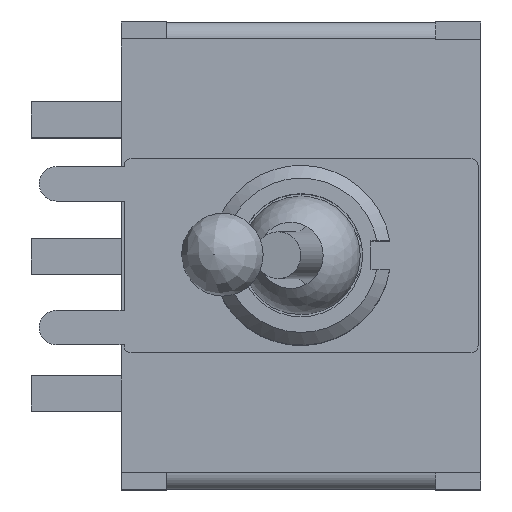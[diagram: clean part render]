
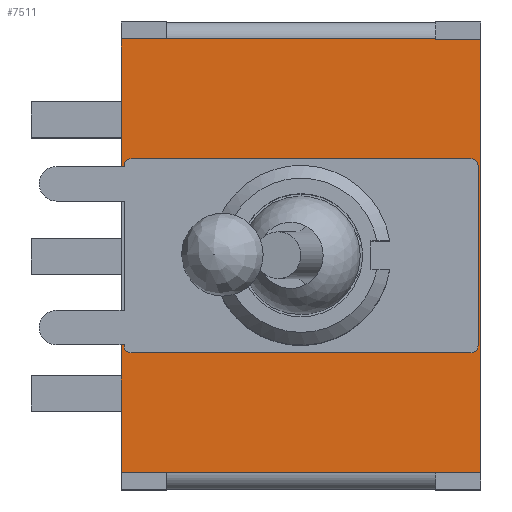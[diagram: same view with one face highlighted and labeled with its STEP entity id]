
A CAD part, top view. The second image highlights one B-rep face of the part: STEP entity #7511.
In plain terms, the highlighted planar face has unit normal (0, 0, 1).
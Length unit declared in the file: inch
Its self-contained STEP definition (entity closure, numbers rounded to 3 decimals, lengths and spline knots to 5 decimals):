
#264=CIRCLE('',#7989,0.00984);
#265=CIRCLE('',#7990,0.00984);
#266=CIRCLE('',#7991,0.00984);
#267=CIRCLE('',#7992,0.00984);
#487=FACE_OUTER_BOUND('',#941,.T.);
#941=EDGE_LOOP('',(#4952,#4953,#4954,#4955,#4956,#4957,#4958,#4959,#4960,
#4961,#4962,#4963,#4964,#4965,#4966,#4967,#4968,#4969,#4970,#4971,#4972,
#4973));
#1422=LINE('',#11058,#2270);
#1423=LINE('',#11060,#2271);
#1424=LINE('',#11064,#2272);
#1425=LINE('',#11068,#2273);
#1426=LINE('',#11072,#2274);
#1427=LINE('',#11076,#2275);
#1428=LINE('',#11078,#2276);
#1429=LINE('',#11080,#2277);
#1430=LINE('',#11082,#2278);
#1431=LINE('',#11084,#2279);
#1432=LINE('',#11086,#2280);
#1433=LINE('',#11088,#2281);
#1434=LINE('',#11090,#2282);
#1435=LINE('',#11092,#2283);
#1436=LINE('',#11094,#2284);
#1437=LINE('',#11096,#2285);
#1438=LINE('',#11098,#2286);
#1439=LINE('',#11099,#2287);
#2270=VECTOR('',#8733,0.3937);
#2271=VECTOR('',#8734,0.3937);
#2272=VECTOR('',#8737,0.3937);
#2273=VECTOR('',#8740,0.3937);
#2274=VECTOR('',#8743,0.3937);
#2275=VECTOR('',#8746,0.3937);
#2276=VECTOR('',#8747,0.3937);
#2277=VECTOR('',#8748,0.3937);
#2278=VECTOR('',#8749,0.3937);
#2279=VECTOR('',#8750,0.3937);
#2280=VECTOR('',#8751,0.3937);
#2281=VECTOR('',#8752,0.3937);
#2282=VECTOR('',#8753,0.3937);
#2283=VECTOR('',#8754,0.3937);
#2284=VECTOR('',#8755,0.3937);
#2285=VECTOR('',#8756,0.3937);
#2286=VECTOR('',#8757,0.3937);
#2287=VECTOR('',#8758,0.3937);
#3118=VERTEX_POINT('',#11056);
#3119=VERTEX_POINT('',#11057);
#3120=VERTEX_POINT('',#11059);
#3121=VERTEX_POINT('',#11061);
#3122=VERTEX_POINT('',#11063);
#3123=VERTEX_POINT('',#11065);
#3124=VERTEX_POINT('',#11067);
#3125=VERTEX_POINT('',#11069);
#3126=VERTEX_POINT('',#11071);
#3127=VERTEX_POINT('',#11073);
#3128=VERTEX_POINT('',#11075);
#3129=VERTEX_POINT('',#11077);
#3130=VERTEX_POINT('',#11079);
#3131=VERTEX_POINT('',#11081);
#3132=VERTEX_POINT('',#11083);
#3133=VERTEX_POINT('',#11085);
#3134=VERTEX_POINT('',#11087);
#3135=VERTEX_POINT('',#11089);
#3136=VERTEX_POINT('',#11091);
#3137=VERTEX_POINT('',#11093);
#3138=VERTEX_POINT('',#11095);
#3139=VERTEX_POINT('',#11097);
#3818=EDGE_CURVE('',#3118,#3119,#1422,.T.);
#3819=EDGE_CURVE('',#3120,#3118,#1423,.T.);
#3820=EDGE_CURVE('',#3121,#3120,#264,.T.);
#3821=EDGE_CURVE('',#3122,#3121,#1424,.T.);
#3822=EDGE_CURVE('',#3123,#3122,#265,.T.);
#3823=EDGE_CURVE('',#3124,#3123,#1425,.T.);
#3824=EDGE_CURVE('',#3125,#3124,#266,.T.);
#3825=EDGE_CURVE('',#3126,#3125,#1426,.T.);
#3826=EDGE_CURVE('',#3127,#3126,#267,.T.);
#3827=EDGE_CURVE('',#3128,#3127,#1427,.T.);
#3828=EDGE_CURVE('',#3129,#3128,#1428,.T.);
#3829=EDGE_CURVE('',#3129,#3130,#1429,.T.);
#3830=EDGE_CURVE('',#3131,#3130,#1430,.T.);
#3831=EDGE_CURVE('',#3131,#3132,#1431,.T.);
#3832=EDGE_CURVE('',#3133,#3132,#1432,.T.);
#3833=EDGE_CURVE('',#3133,#3134,#1433,.T.);
#3834=EDGE_CURVE('',#3134,#3135,#1434,.T.);
#3835=EDGE_CURVE('',#3136,#3135,#1435,.T.);
#3836=EDGE_CURVE('',#3136,#3137,#1436,.T.);
#3837=EDGE_CURVE('',#3137,#3138,#1437,.T.);
#3838=EDGE_CURVE('',#3138,#3139,#1438,.T.);
#3839=EDGE_CURVE('',#3139,#3119,#1439,.T.);
#4952=ORIENTED_EDGE('',*,*,#3818,.F.);
#4953=ORIENTED_EDGE('',*,*,#3819,.F.);
#4954=ORIENTED_EDGE('',*,*,#3820,.F.);
#4955=ORIENTED_EDGE('',*,*,#3821,.F.);
#4956=ORIENTED_EDGE('',*,*,#3822,.F.);
#4957=ORIENTED_EDGE('',*,*,#3823,.F.);
#4958=ORIENTED_EDGE('',*,*,#3824,.F.);
#4959=ORIENTED_EDGE('',*,*,#3825,.F.);
#4960=ORIENTED_EDGE('',*,*,#3826,.F.);
#4961=ORIENTED_EDGE('',*,*,#3827,.F.);
#4962=ORIENTED_EDGE('',*,*,#3828,.F.);
#4963=ORIENTED_EDGE('',*,*,#3829,.T.);
#4964=ORIENTED_EDGE('',*,*,#3830,.F.);
#4965=ORIENTED_EDGE('',*,*,#3831,.T.);
#4966=ORIENTED_EDGE('',*,*,#3832,.F.);
#4967=ORIENTED_EDGE('',*,*,#3833,.T.);
#4968=ORIENTED_EDGE('',*,*,#3834,.T.);
#4969=ORIENTED_EDGE('',*,*,#3835,.F.);
#4970=ORIENTED_EDGE('',*,*,#3836,.T.);
#4971=ORIENTED_EDGE('',*,*,#3837,.T.);
#4972=ORIENTED_EDGE('',*,*,#3838,.T.);
#4973=ORIENTED_EDGE('',*,*,#3839,.T.);
#7217=PLANE('',#7988);
#7511=ADVANCED_FACE('',(#487),#7217,.T.);
#7988=AXIS2_PLACEMENT_3D('',#11055,#8731,#8732);
#7989=AXIS2_PLACEMENT_3D('',#11062,#8735,#8736);
#7990=AXIS2_PLACEMENT_3D('',#11066,#8738,#8739);
#7991=AXIS2_PLACEMENT_3D('',#11070,#8741,#8742);
#7992=AXIS2_PLACEMENT_3D('',#11074,#8744,#8745);
#8731=DIRECTION('center_axis',(0.,0.,
1.));
#8732=DIRECTION('ref_axis',(1.,0.,0.));
#8733=DIRECTION('',(-1.,0.,0.));
#8734=DIRECTION('',(0.,-1.,0.));
#8735=DIRECTION('center_axis',(0.,0.,
1.));
#8736=DIRECTION('ref_axis',(-0.707,0.707,0.));
#8737=DIRECTION('',(-1.,0.,0.));
#8738=DIRECTION('center_axis',(0.,0.,
1.));
#8739=DIRECTION('ref_axis',(0.707,0.707,0.));
#8740=DIRECTION('',(0.,1.,0.));
#8741=DIRECTION('center_axis',(0.,0.,
1.));
#8742=DIRECTION('ref_axis',(0.707,-0.707,0.));
#8743=DIRECTION('',(1.,0.,0.));
#8744=DIRECTION('center_axis',(0.,0.,
1.));
#8745=DIRECTION('ref_axis',(-0.707,-0.707,0.));
#8746=DIRECTION('',(0.,-1.,0.));
#8747=DIRECTION('',(1.,0.,0.));
#8748=DIRECTION('',(0.,-1.,0.));
#8749=DIRECTION('',(-1.,0.,0.));
#8750=DIRECTION('',(0.,-1.,0.));
#8751=DIRECTION('',(-1.,0.,0.));
#8752=DIRECTION('',(1.,0.,0.));
#8753=DIRECTION('',(0.,1.,0.));
#8754=DIRECTION('',(1.,0.,0.));
#8755=DIRECTION('',(0.,1.,0.));
#8756=DIRECTION('',(-1.,0.,0.));
#8757=DIRECTION('',(-1.,0.,0.));
#8758=DIRECTION('',(0.,-1.,0.));
#11055=CARTESIAN_POINT('Origin',(0.,0.30138,
0.41496));
#11056=CARTESIAN_POINT('',(-0.24606,0.12402,0.41496));
#11057=CARTESIAN_POINT('',(-0.25,0.12402,0.41496));
#11058=CARTESIAN_POINT('',(-0.24606,0.12402,0.41496));
#11059=CARTESIAN_POINT('',(-0.24606,0.1252,0.41496));
#11060=CARTESIAN_POINT('',(-0.24606,0.13504,0.41496));
#11061=CARTESIAN_POINT('',(-0.23622,0.13504,0.41496));
#11062=CARTESIAN_POINT('Origin',(-0.23622,0.1252,0.41496));
#11063=CARTESIAN_POINT('',(0.23622,0.13504,0.41496));
#11064=CARTESIAN_POINT('',(0.24606,0.13504,0.41496));
#11065=CARTESIAN_POINT('',(0.24606,0.1252,0.41496));
#11066=CARTESIAN_POINT('Origin',(0.23622,0.1252,0.41496));
#11067=CARTESIAN_POINT('',(0.24606,-0.1252,0.41496));
#11068=CARTESIAN_POINT('',(0.24606,-0.13504,0.41496));
#11069=CARTESIAN_POINT('',(0.23622,-0.13504,0.41496));
#11070=CARTESIAN_POINT('Origin',(0.23622,-0.1252,0.41496));
#11071=CARTESIAN_POINT('',(-0.23622,-0.13504,0.41496));
#11072=CARTESIAN_POINT('',(-0.24606,-0.13504,0.41496));
#11073=CARTESIAN_POINT('',(-0.24606,-0.1252,0.41496));
#11074=CARTESIAN_POINT('Origin',(-0.23622,-0.1252,
0.41496));
#11075=CARTESIAN_POINT('',(-0.24606,-0.12402,0.41496));
#11076=CARTESIAN_POINT('',(-0.24606,-0.12402,0.41496));
#11077=CARTESIAN_POINT('',(-0.25,-0.12402,0.41496));
#11078=CARTESIAN_POINT('',(-0.34016,-0.12402,0.41496));
#11079=CARTESIAN_POINT('',(-0.25,-0.30098,0.41496));
#11080=CARTESIAN_POINT('',(-0.25,-0.30098,0.41496));
#11081=CARTESIAN_POINT('',(-0.18701,-0.30098,0.41496));
#11082=CARTESIAN_POINT('',(-0.18701,-0.30098,0.41496));
#11083=CARTESIAN_POINT('',(-0.18701,-0.30138,0.41496));
#11084=CARTESIAN_POINT('',(-0.18701,-0.30138,0.41496));
#11085=CARTESIAN_POINT('',(0.18701,-0.30138,0.41496));
#11086=CARTESIAN_POINT('',(0.,-0.30138,0.41496));
#11087=CARTESIAN_POINT('',(0.25,-0.30138,0.41496));
#11088=CARTESIAN_POINT('',(0.18701,-0.30138,0.41496));
#11089=CARTESIAN_POINT('',(0.25,0.30098,0.41496));
#11090=CARTESIAN_POINT('',(0.25,0.30098,0.41496));
#11091=CARTESIAN_POINT('',(0.18701,0.30098,0.41496));
#11092=CARTESIAN_POINT('',(0.18701,0.30098,0.41496));
#11093=CARTESIAN_POINT('',(0.18701,0.30138,0.41496));
#11094=CARTESIAN_POINT('',(0.18701,-0.30138,0.41496));
#11095=CARTESIAN_POINT('',(-0.18701,0.30138,0.41496));
#11096=CARTESIAN_POINT('',(0.,0.30138,0.41496));
#11097=CARTESIAN_POINT('',(-0.25,0.30138,0.41496));
#11098=CARTESIAN_POINT('',(-0.18701,0.30138,0.41496));
#11099=CARTESIAN_POINT('',(-0.25,-0.30098,0.41496));
